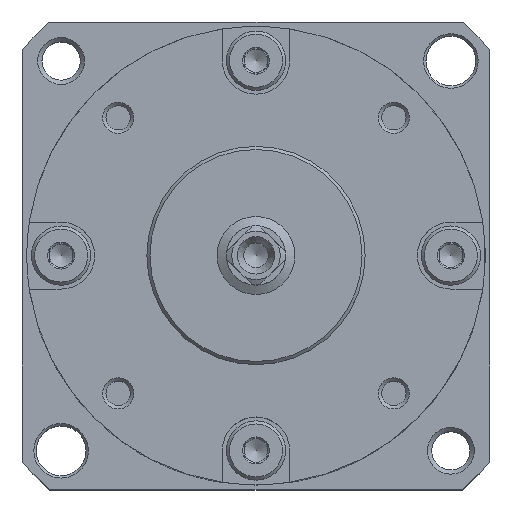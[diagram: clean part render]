
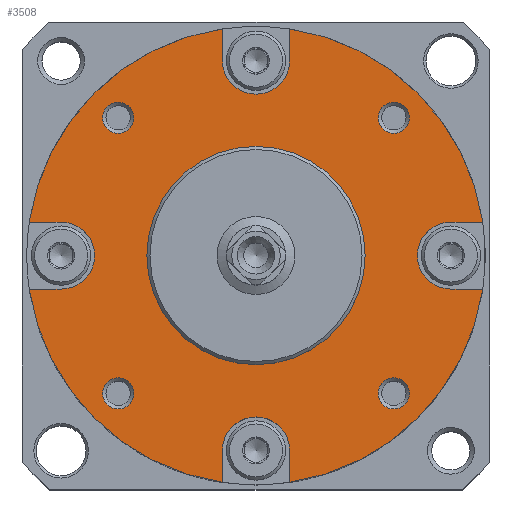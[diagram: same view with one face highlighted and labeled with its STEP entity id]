
A CAD part, top view. The second image highlights one B-rep face of the part: STEP entity #3508.
In plain terms, the highlighted face is planar.
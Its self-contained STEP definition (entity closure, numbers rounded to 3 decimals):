
#53=PLANE('',#3831);
#170=LINE('',#5754,#340);
#171=LINE('',#5758,#341);
#172=LINE('',#5759,#342);
#173=LINE('',#5763,#343);
#174=LINE('',#5764,#344);
#175=LINE('',#5768,#345);
#176=LINE('',#5769,#346);
#177=LINE('',#5773,#347);
#340=VECTOR('',#4415,1000.);
#341=VECTOR('',#4418,1000.);
#342=VECTOR('',#4419,1000.);
#343=VECTOR('',#4422,1000.);
#344=VECTOR('',#4423,1000.);
#345=VECTOR('',#4426,1000.);
#346=VECTOR('',#4427,1000.);
#347=VECTOR('',#4430,1000.);
#618=CIRCLE('',#3823,14.7);
#620=CIRCLE('',#3825,14.7);
#622=CIRCLE('',#3827,14.7);
#624=CIRCLE('',#3829,14.7);
#626=CIRCLE('',#3832,2.15);
#627=CIRCLE('',#3833,2.15);
#628=CIRCLE('',#3834,2.15);
#629=CIRCLE('',#3835,2.15);
#630=CIRCLE('',#3836,1.);
#631=CIRCLE('',#3837,1.);
#632=CIRCLE('',#3838,1.);
#633=CIRCLE('',#3839,1.);
#634=CIRCLE('',#3840,7.);
#893=ORIENTED_EDGE('',*,*,#1803,.F.);
#894=ORIENTED_EDGE('',*,*,#1804,.F.);
#895=ORIENTED_EDGE('',*,*,#1805,.T.);
#896=ORIENTED_EDGE('',*,*,#1788,.F.);
#897=ORIENTED_EDGE('',*,*,#1806,.F.);
#898=ORIENTED_EDGE('',*,*,#1807,.T.);
#899=ORIENTED_EDGE('',*,*,#1808,.T.);
#900=ORIENTED_EDGE('',*,*,#1800,.F.);
#901=ORIENTED_EDGE('',*,*,#1809,.F.);
#902=ORIENTED_EDGE('',*,*,#1810,.T.);
#903=ORIENTED_EDGE('',*,*,#1811,.T.);
#904=ORIENTED_EDGE('',*,*,#1796,.F.);
#905=ORIENTED_EDGE('',*,*,#1812,.F.);
#906=ORIENTED_EDGE('',*,*,#1813,.T.);
#907=ORIENTED_EDGE('',*,*,#1814,.T.);
#908=ORIENTED_EDGE('',*,*,#1792,.F.);
#909=ORIENTED_EDGE('',*,*,#1815,.T.);
#910=ORIENTED_EDGE('',*,*,#1816,.T.);
#911=ORIENTED_EDGE('',*,*,#1817,.T.);
#912=ORIENTED_EDGE('',*,*,#1818,.T.);
#913=ORIENTED_EDGE('',*,*,#1819,.T.);
#1788=EDGE_CURVE('',#2218,#2220,#618,.T.);
#1792=EDGE_CURVE('',#2223,#2224,#620,.T.);
#1796=EDGE_CURVE('',#2227,#2228,#622,.T.);
#1800=EDGE_CURVE('',#2231,#2232,#624,.T.);
#1803=EDGE_CURVE('',#2234,#2223,#170,.T.);
#1804=EDGE_CURVE('',#2235,#2234,#626,.F.);
#1805=EDGE_CURVE('',#2235,#2220,#171,.T.);
#1806=EDGE_CURVE('',#2236,#2218,#172,.T.);
#1807=EDGE_CURVE('',#2236,#2237,#627,.T.);
#1808=EDGE_CURVE('',#2237,#2232,#173,.T.);
#1809=EDGE_CURVE('',#2238,#2231,#174,.T.);
#1810=EDGE_CURVE('',#2238,#2239,#628,.T.);
#1811=EDGE_CURVE('',#2239,#2228,#175,.T.);
#1812=EDGE_CURVE('',#2240,#2227,#176,.T.);
#1813=EDGE_CURVE('',#2240,#2241,#629,.T.);
#1814=EDGE_CURVE('',#2241,#2224,#177,.T.);
#1815=EDGE_CURVE('',#2242,#2242,#630,.T.);
#1816=EDGE_CURVE('',#2243,#2243,#631,.T.);
#1817=EDGE_CURVE('',#2244,#2244,#632,.T.);
#1818=EDGE_CURVE('',#2245,#2245,#633,.T.);
#1819=EDGE_CURVE('',#2246,#2246,#634,.T.);
#2218=VERTEX_POINT('',#5722);
#2220=VERTEX_POINT('',#5725);
#2223=VERTEX_POINT('',#5731);
#2224=VERTEX_POINT('',#5733);
#2227=VERTEX_POINT('',#5739);
#2228=VERTEX_POINT('',#5741);
#2231=VERTEX_POINT('',#5747);
#2232=VERTEX_POINT('',#5749);
#2234=VERTEX_POINT('',#5755);
#2235=VERTEX_POINT('',#5757);
#2236=VERTEX_POINT('',#5760);
#2237=VERTEX_POINT('',#5762);
#2238=VERTEX_POINT('',#5765);
#2239=VERTEX_POINT('',#5767);
#2240=VERTEX_POINT('',#5770);
#2241=VERTEX_POINT('',#5772);
#2242=VERTEX_POINT('',#5775);
#2243=VERTEX_POINT('',#5777);
#2244=VERTEX_POINT('',#5779);
#2245=VERTEX_POINT('',#5781);
#2246=VERTEX_POINT('',#5783);
#2583=EDGE_LOOP('',(#893,#894,#895,#896,#897,#898,#899,#900,#901,#902,#903,
#904,#905,#906,#907,#908));
#2584=EDGE_LOOP('',(#909));
#2585=EDGE_LOOP('',(#910));
#2586=EDGE_LOOP('',(#911));
#2587=EDGE_LOOP('',(#912));
#2588=EDGE_LOOP('',(#913));
#3015=FACE_BOUND('',#2583,.T.);
#3016=FACE_BOUND('',#2584,.T.);
#3017=FACE_BOUND('',#2585,.T.);
#3018=FACE_BOUND('',#2586,.T.);
#3019=FACE_BOUND('',#2587,.T.);
#3020=FACE_BOUND('',#2588,.T.);
#3508=ADVANCED_FACE('',(#3015,#3016,#3017,#3018,#3019,#3020),#53,.F.);
#3823=AXIS2_PLACEMENT_3D('',#5724,#4390,#4391);
#3825=AXIS2_PLACEMENT_3D('',#5732,#4396,#4397);
#3827=AXIS2_PLACEMENT_3D('',#5740,#4402,#4403);
#3829=AXIS2_PLACEMENT_3D('',#5748,#4408,#4409);
#3831=AXIS2_PLACEMENT_3D('',#5753,#4413,#4414);
#3832=AXIS2_PLACEMENT_3D('',#5756,#4416,#4417);
#3833=AXIS2_PLACEMENT_3D('',#5761,#4420,#4421);
#3834=AXIS2_PLACEMENT_3D('',#5766,#4424,#4425);
#3835=AXIS2_PLACEMENT_3D('',#5771,#4428,#4429);
#3836=AXIS2_PLACEMENT_3D('',#5774,#4431,#4432);
#3837=AXIS2_PLACEMENT_3D('',#5776,#4433,#4434);
#3838=AXIS2_PLACEMENT_3D('',#5778,#4435,#4436);
#3839=AXIS2_PLACEMENT_3D('',#5780,#4437,#4438);
#3840=AXIS2_PLACEMENT_3D('',#5782,#4439,#4440);
#4390=DIRECTION('',(1.,0.,0.));
#4391=DIRECTION('',(0.,0.,-1.));
#4396=DIRECTION('',(1.,0.,0.));
#4397=DIRECTION('',(0.,0.,-1.));
#4402=DIRECTION('',(1.,0.,0.));
#4403=DIRECTION('',(0.,0.,-1.));
#4408=DIRECTION('',(1.,0.,0.));
#4409=DIRECTION('',(0.,0.,-1.));
#4413=DIRECTION('',(1.,0.,0.));
#4414=DIRECTION('',(0.,0.,-1.));
#4415=DIRECTION('',(0.,1.,0.));
#4416=DIRECTION('',(1.,0.,0.));
#4417=DIRECTION('',(0.,0.,-1.));
#4418=DIRECTION('',(0.,1.,0.));
#4419=DIRECTION('',(0.,0.,-1.));
#4420=DIRECTION('',(1.,0.,0.));
#4421=DIRECTION('',(0.,0.,-1.));
#4422=DIRECTION('',(0.,0.,-1.));
#4423=DIRECTION('',(0.,-1.,0.));
#4424=DIRECTION('',(1.,0.,0.));
#4425=DIRECTION('',(0.,0.,-1.));
#4426=DIRECTION('',(0.,-1.,0.));
#4427=DIRECTION('',(0.,0.,1.));
#4428=DIRECTION('',(1.,0.,0.));
#4429=DIRECTION('',(0.,0.,-1.));
#4430=DIRECTION('',(0.,0.,1.));
#4431=DIRECTION('',(1.,0.,0.));
#4432=DIRECTION('',(0.,0.,-1.));
#4433=DIRECTION('',(1.,0.,0.));
#4434=DIRECTION('',(0.,0.,-1.));
#4435=DIRECTION('',(1.,0.,0.));
#4436=DIRECTION('',(0.,0.,-1.));
#4437=DIRECTION('',(1.,0.,0.));
#4438=DIRECTION('',(0.,0.,-1.));
#4439=DIRECTION('',(1.,0.,0.));
#4440=DIRECTION('',(0.,0.,-1.));
#5722=CARTESIAN_POINT('',(-21.,2.15,-14.542));
#5724=CARTESIAN_POINT('',(-21.,0.,0.));
#5725=CARTESIAN_POINT('',(-21.,14.542,-2.15));
#5731=CARTESIAN_POINT('',(-21.,14.542,2.15));
#5732=CARTESIAN_POINT('',(-21.,0.,0.));
#5733=CARTESIAN_POINT('',(-21.,2.15,14.542));
#5739=CARTESIAN_POINT('',(-21.,-2.15,14.542));
#5740=CARTESIAN_POINT('',(-21.,0.,0.));
#5741=CARTESIAN_POINT('',(-21.,-14.542,2.15));
#5747=CARTESIAN_POINT('',(-21.,-14.542,-2.15));
#5748=CARTESIAN_POINT('',(-21.,0.,0.));
#5749=CARTESIAN_POINT('',(-21.,-2.15,-14.542));
#5753=CARTESIAN_POINT('',(-21.,7.,0.));
#5754=CARTESIAN_POINT('',(-21.,7.,2.15));
#5755=CARTESIAN_POINT('',(-21.,12.5,2.15));
#5756=CARTESIAN_POINT('',(-21.,12.5,0.));
#5757=CARTESIAN_POINT('',(-21.,12.5,-2.15));
#5758=CARTESIAN_POINT('',(-21.,12.5,-2.15));
#5759=CARTESIAN_POINT('',(-21.,2.15,0.));
#5760=CARTESIAN_POINT('',(-21.,2.15,-12.5));
#5761=CARTESIAN_POINT('',(-21.,0.,-12.5));
#5762=CARTESIAN_POINT('',(-21.,-2.15,-12.5));
#5763=CARTESIAN_POINT('',(-21.,-2.15,-12.5));
#5764=CARTESIAN_POINT('',(-21.,7.,-2.15));
#5765=CARTESIAN_POINT('',(-21.,-12.5,-2.15));
#5766=CARTESIAN_POINT('',(-21.,-12.5,0.));
#5767=CARTESIAN_POINT('',(-21.,-12.5,2.15));
#5768=CARTESIAN_POINT('',(-21.,-12.5,2.15));
#5769=CARTESIAN_POINT('',(-21.,-2.15,0.));
#5770=CARTESIAN_POINT('',(-21.,-2.15,12.5));
#5771=CARTESIAN_POINT('',(-21.,0.,12.5));
#5772=CARTESIAN_POINT('',(-21.,2.15,12.5));
#5773=CARTESIAN_POINT('',(-21.,2.15,12.5));
#5774=CARTESIAN_POINT('',(-21.,8.839,-8.839));
#5775=CARTESIAN_POINT('',(-21.,8.839,-9.839));
#5776=CARTESIAN_POINT('',(-21.,-8.839,8.839));
#5777=CARTESIAN_POINT('',(-21.,-8.839,7.839));
#5778=CARTESIAN_POINT('',(-21.,-8.839,-8.839));
#5779=CARTESIAN_POINT('',(-21.,-8.839,-9.839));
#5780=CARTESIAN_POINT('',(-21.,8.839,8.839));
#5781=CARTESIAN_POINT('',(-21.,8.839,7.839));
#5782=CARTESIAN_POINT('',(-21.,0.,0.));
#5783=CARTESIAN_POINT('',(-21.,0.,-7.));
